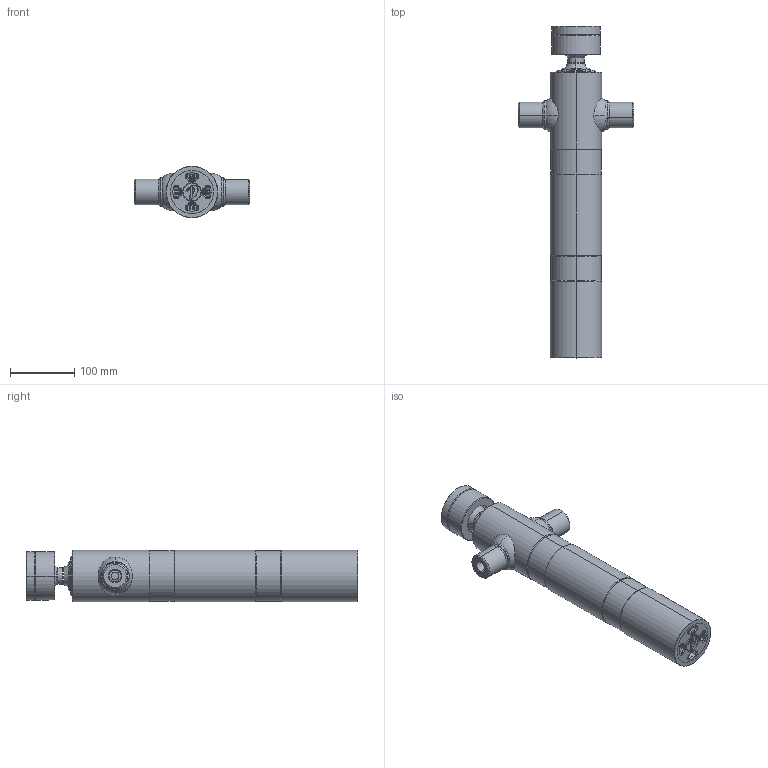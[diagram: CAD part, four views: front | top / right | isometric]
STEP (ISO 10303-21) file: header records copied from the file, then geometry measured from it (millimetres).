
FILE_DESCRIPTION (( 'STEP AP203' ), '1' );
FILE_NAME ('297.BGHR.STEP', '2014-10-06T12:52:29', ( '' ), ( '' ), 'SwSTEP 2.0', 'SolidWorks 2013', '' );
FILE_SCHEMA (( 'CONFIG_CONTROL_DESIGN' ));
Length unit declared in the file: millimetre
Products named in the file (1): 297.BGHR
Bounding box: 179.8 x 518 x 80.8 mm (x, y, z)
Surface area: 302740.4 mm2 (no closed solid volume)
Topology: 0 solids, 14 shells, 261 faces, 685 edges, 426 vertices
Faces by surface type: torus 77, cylinder 72, cone 71, plane 28, bspline 9, sphere 4
Entity records: 9618 total; most frequent: CARTESIAN_POINT 3152, DIRECTION 1512, ORIENTED_EDGE 1163, EDGE_CURVE 680, AXIS2_PLACEMENT_3D 650, VERTEX_POINT 423, CIRCLE 397, EDGE_LOOP 276
